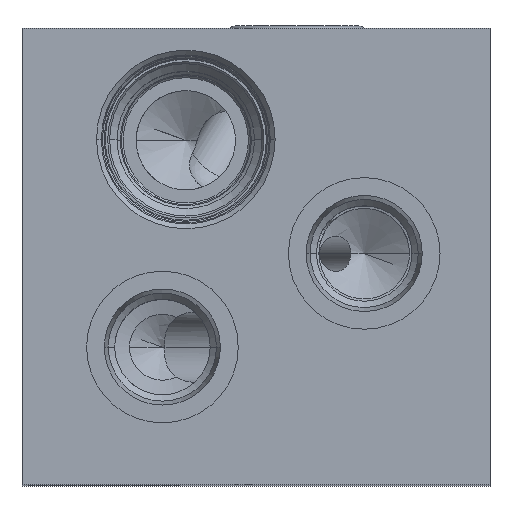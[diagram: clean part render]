
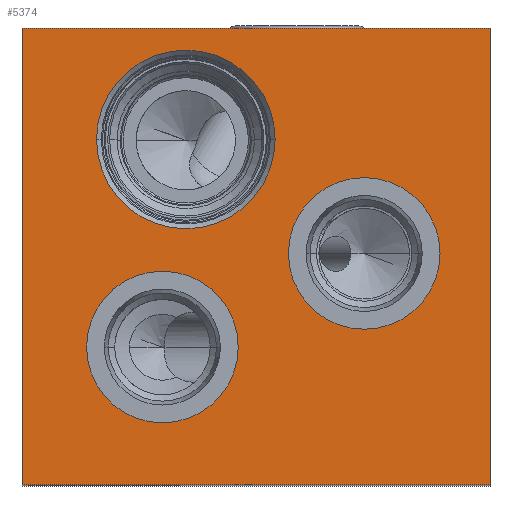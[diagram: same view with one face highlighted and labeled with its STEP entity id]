
A CAD part, top view. The second image highlights one B-rep face of the part: STEP entity #5374.
In plain terms, the highlighted planar face has unit normal (0, 0, 1).
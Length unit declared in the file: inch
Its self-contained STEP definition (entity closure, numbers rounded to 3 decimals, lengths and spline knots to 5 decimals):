
#143=DIRECTION('',(0.,-1.,0.));
#144=VECTOR('',#143,2.438);
#145=CARTESIAN_POINT('',(0.,0.,4.75));
#146=LINE('',#145,#144);
#147=DIRECTION('',(-1.,0.,0.));
#148=VECTOR('',#147,2.5);
#149=CARTESIAN_POINT('',(2.5,0.,4.75));
#150=LINE('',#149,#148);
#151=DIRECTION('',(0.,1.,0.));
#152=VECTOR('',#151,2.438);
#153=CARTESIAN_POINT('',(2.5,-2.438,4.75));
#154=LINE('',#153,#152);
#155=DIRECTION('',(1.,0.,0.));
#156=VECTOR('',#155,2.5);
#157=CARTESIAN_POINT('',(0.,-2.438,4.75));
#158=LINE('',#157,#156);
#159=CARTESIAN_POINT('',(0.875,-0.594,4.75));
#160=DIRECTION('',(0.,0.,-1.));
#161=DIRECTION('',(-1.,0.,0.));
#162=AXIS2_PLACEMENT_3D('',#159,#160,#161);
#164=CARTESIAN_POINT('',(0.875,-0.594,4.75));
#165=DIRECTION('',(0.,0.,-1.));
#166=DIRECTION('',(1.,0.,0.));
#167=AXIS2_PLACEMENT_3D('',#164,#165,#166);
#169=CARTESIAN_POINT('',(0.75,-1.703,4.75));
#170=DIRECTION('',(0.,0.,-1.));
#171=DIRECTION('',(-1.,0.,0.));
#172=AXIS2_PLACEMENT_3D('',#169,#170,#171);
#174=CARTESIAN_POINT('',(0.75,-1.703,4.75));
#175=DIRECTION('',(0.,0.,-1.));
#176=DIRECTION('',(1.,0.,0.));
#177=AXIS2_PLACEMENT_3D('',#174,#175,#176);
#179=CARTESIAN_POINT('',(1.828,-1.203,4.75));
#180=DIRECTION('',(0.,0.,-1.));
#181=DIRECTION('',(-1.,0.,0.));
#182=AXIS2_PLACEMENT_3D('',#179,#180,#181);
#184=CARTESIAN_POINT('',(1.828,-1.203,4.75));
#185=DIRECTION('',(0.,0.,-1.));
#186=DIRECTION('',(1.,0.,0.));
#187=AXIS2_PLACEMENT_3D('',#184,#185,#186);
#4679=CARTESIAN_POINT('',(0.,0.,4.75));
#4680=CARTESIAN_POINT('',(0.,-2.438,4.75));
#4681=VERTEX_POINT('',#4679);
#4682=VERTEX_POINT('',#4680);
#4683=CARTESIAN_POINT('',(2.5,-2.438,4.75));
#4684=VERTEX_POINT('',#4683);
#4685=CARTESIAN_POINT('',(2.5,0.,4.75));
#4686=VERTEX_POINT('',#4685);
#4723=CARTESIAN_POINT('',(0.398,-0.594,4.75));
#4724=CARTESIAN_POINT('',(1.352,-0.594,4.75));
#4725=VERTEX_POINT('',#4723);
#4726=VERTEX_POINT('',#4724);
#4781=CARTESIAN_POINT('',(0.345,-1.703,4.75));
#4782=CARTESIAN_POINT('',(1.155,-1.703,4.75));
#4783=VERTEX_POINT('',#4781);
#4784=VERTEX_POINT('',#4782);
#4815=CARTESIAN_POINT('',(1.423,-1.203,4.75));
#4816=CARTESIAN_POINT('',(2.233,-1.203,4.75));
#4817=VERTEX_POINT('',#4815);
#4818=VERTEX_POINT('',#4816);
#5345=CARTESIAN_POINT('',(0.,0.,4.75));
#5346=DIRECTION('',(0.,0.,1.));
#5347=DIRECTION('',(1.,0.,0.));
#5348=AXIS2_PLACEMENT_3D('',#5345,#5346,#5347);
#5349=PLANE('',#5348);
#5350=ORIENTED_EDGE('',*,*,#5261,.F.);
#5351=ORIENTED_EDGE('',*,*,#5276,.F.);
#5352=ORIENTED_EDGE('',*,*,#5308,.F.);
#5353=ORIENTED_EDGE('',*,*,#5321,.F.);
#5354=EDGE_LOOP('',(#5350,#5351,#5352,#5353));
#5355=FACE_OUTER_BOUND('',#5354,.F.);
#5357=ORIENTED_EDGE('',*,*,#5356,.F.);
#5359=ORIENTED_EDGE('',*,*,#5358,.F.);
#5360=EDGE_LOOP('',(#5357,#5359));
#5361=FACE_BOUND('',#5360,.F.);
#5363=ORIENTED_EDGE('',*,*,#5362,.F.);
#5365=ORIENTED_EDGE('',*,*,#5364,.F.);
#5366=EDGE_LOOP('',(#5363,#5365));
#5367=FACE_BOUND('',#5366,.F.);
#5369=ORIENTED_EDGE('',*,*,#5368,.F.);
#5371=ORIENTED_EDGE('',*,*,#5370,.F.);
#5372=EDGE_LOOP('',(#5369,#5371));
#5373=FACE_BOUND('',#5372,.F.);
#5374=ADVANCED_FACE('',(#5355,#5361,#5367,#5373),#5349,.T.);
#163=CIRCLE('',#162,0.477);
#168=CIRCLE('',#167,0.477);
#173=CIRCLE('',#172,0.405);
#178=CIRCLE('',#177,0.405);
#183=CIRCLE('',#182,0.405);
#188=CIRCLE('',#187,0.405);
#5261=EDGE_CURVE('',#4681,#4682,#146,.T.);
#5276=EDGE_CURVE('',#4686,#4681,#150,.T.);
#5308=EDGE_CURVE('',#4684,#4686,#154,.T.);
#5321=EDGE_CURVE('',#4682,#4684,#158,.T.);
#5356=EDGE_CURVE('',#4725,#4726,#163,.T.);
#5358=EDGE_CURVE('',#4726,#4725,#168,.T.);
#5362=EDGE_CURVE('',#4783,#4784,#173,.T.);
#5364=EDGE_CURVE('',#4784,#4783,#178,.T.);
#5368=EDGE_CURVE('',#4817,#4818,#183,.T.);
#5370=EDGE_CURVE('',#4818,#4817,#188,.T.);
